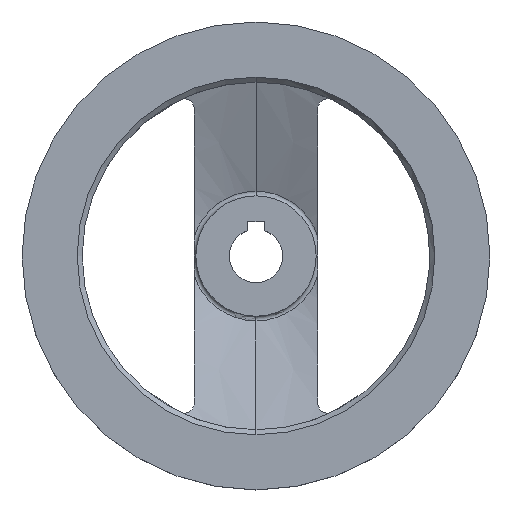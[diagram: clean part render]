
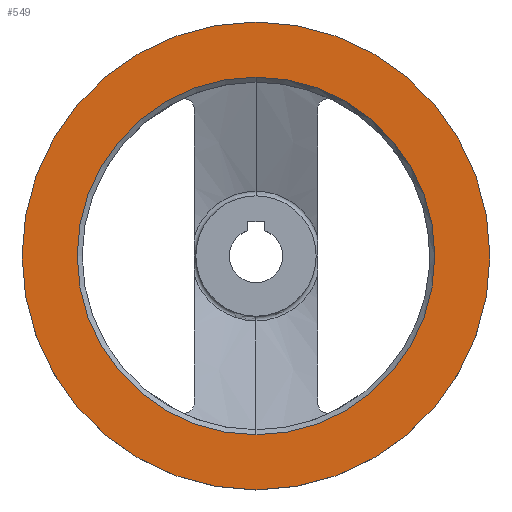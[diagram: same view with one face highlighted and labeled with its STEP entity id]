
A CAD part, top view. The second image highlights one B-rep face of the part: STEP entity #549.
In plain terms, the highlighted planar face has unit normal (0, 0, 1).
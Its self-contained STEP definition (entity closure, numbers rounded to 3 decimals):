
#233=EDGE_CURVE('',#239,#515,#663,.T.);
#239=VERTEX_POINT('',#669);
#241=EDGE_CURVE('',#487,#595,#671,.T.);
#347=EDGE_CURVE('',#515,#239,#793,.T.);
#389=EDGE_CURVE('',#595,#487,#837,.T.);
#487=VERTEX_POINT('',#946);
#515=VERTEX_POINT('',#976);
#549=ADVANCED_FACE('',(#1012,#1013),#1014,.T.);
#595=VERTEX_POINT('',#1062);
#663=CIRCLE('',#1129,53.5);
#669=CARTESIAN_POINT('',(0.,53.5,36.0));
#671=CIRCLE('',#1148,70.0);
#793=CIRCLE('',#1322,53.5);
#837=CIRCLE('',#1447,70.0);
#946=CARTESIAN_POINT('',(0.,-70.0,36.0));
#976=CARTESIAN_POINT('',(0.,-53.5,36.0));
#1012=FACE_BOUND('',#1784,.T.);
#1013=FACE_OUTER_BOUND('',#1785,.T.);
#1014=PLANE('',#1786);
#1062=CARTESIAN_POINT('',(0.,70.,36.0));
#1129=AXIS2_PLACEMENT_3D('',#2035,#2036,#2037);
#1148=AXIS2_PLACEMENT_3D('',#2038,#2039,#2040);
#1322=AXIS2_PLACEMENT_3D('',#2221,#2222,#2223);
#1447=AXIS2_PLACEMENT_3D('',#2263,#2264,#2265);
#1784=EDGE_LOOP('',(#2446,#2447));
#1785=EDGE_LOOP('',(#2448,#2449));
#1786=AXIS2_PLACEMENT_3D('',#2450,#2451,#2452);
#2035=CARTESIAN_POINT('',(0.,0.,36.0));
#2036=DIRECTION('',(0.,0.,1.0));
#2037=DIRECTION('',(0.,1.0,0.));
#2038=CARTESIAN_POINT('',(0.,0.,36.0));
#2039=DIRECTION('',(0.,0.,1.0));
#2040=DIRECTION('',(0.,1.0,0.));
#2221=CARTESIAN_POINT('',(0.,0.,36.0));
#2222=DIRECTION('',(0.,0.,1.0));
#2223=DIRECTION('',(0.,1.0,0.));
#2263=CARTESIAN_POINT('',(0.,0.,36.0));
#2264=DIRECTION('',(0.,0.,1.0));
#2265=DIRECTION('',(0.,1.0,0.));
#2446=ORIENTED_EDGE('',*,*,#233,.F.);
#2447=ORIENTED_EDGE('',*,*,#347,.F.);
#2448=ORIENTED_EDGE('',*,*,#389,.T.);
#2449=ORIENTED_EDGE('',*,*,#241,.T.);
#2450=CARTESIAN_POINT('',(0.,61.75,36.0));
#2451=DIRECTION('',(0.,0.,1.0));
#2452=DIRECTION('',(0.,1.0,0.0));
